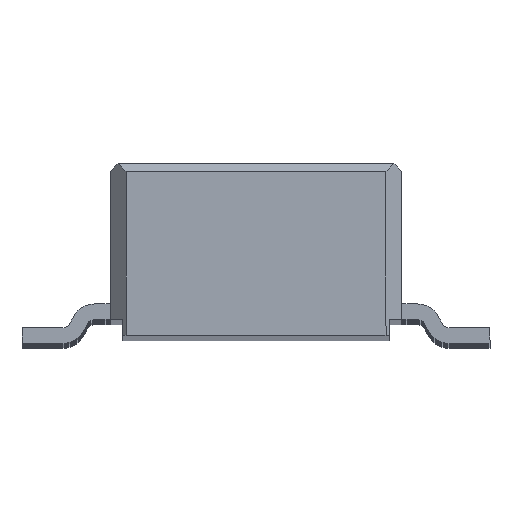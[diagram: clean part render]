
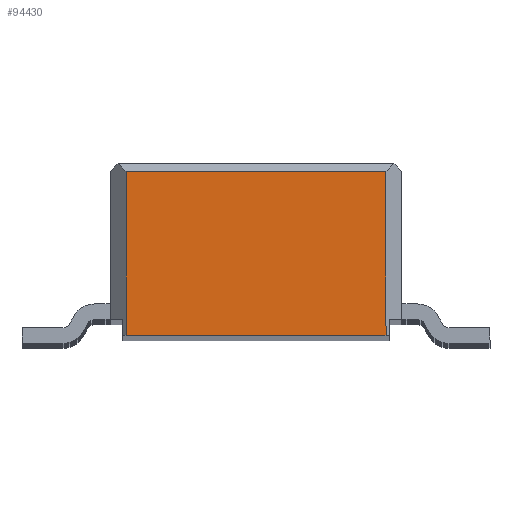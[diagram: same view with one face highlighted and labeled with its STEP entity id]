
A CAD part, top view. The second image highlights one B-rep face of the part: STEP entity #94430.
In plain terms, the highlighted planar face has unit normal (0, 0, 1).
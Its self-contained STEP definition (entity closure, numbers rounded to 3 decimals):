
#94040=CARTESIAN_POINT('',(0.,0.,19.52));
#94050=DIRECTION('',(-0.,0.,1.));
#94060=DIRECTION('',(1.,0.,0.));
#94070=AXIS2_PLACEMENT_3D('',#94040,#94050,#94060);
#94080=PLANE('',#94070);
#94090=CARTESIAN_POINT('',(0.,-0.6,19.52));
#94100=DIRECTION('',(-1.,0.,0.));
#94110=VECTOR('',#94100,1.);
#94120=LINE('',#94090,#94110);
#94130=CARTESIAN_POINT('',(-0.03,-0.6,19.52));
#94140=VERTEX_POINT('',#94130);
#94150=CARTESIAN_POINT('',(-1.68,-0.6,19.52));
#94160=VERTEX_POINT('',#94150);
#94170=EDGE_CURVE('',#94140,#94160,#94120,.T.);
#94180=ORIENTED_EDGE('',*,*,#94170,.F.);
#94190=CARTESIAN_POINT('',(-1.68,0.,19.52));
#94200=DIRECTION('',(0.,1.,0.));
#94210=VECTOR('',#94200,1.);
#94220=LINE('',#94190,#94210);
#94230=CARTESIAN_POINT('',(-1.68,0.44,19.52));
#94240=VERTEX_POINT('',#94230);
#94250=EDGE_CURVE('',#94160,#94240,#94220,.T.);
#94260=ORIENTED_EDGE('',*,*,#94250,.F.);
#94270=CARTESIAN_POINT('',(0.,0.44,19.52));
#94280=DIRECTION('',(1.,0.,0.));
#94290=VECTOR('',#94280,1.);
#94300=LINE('',#94270,#94290);
#94310=CARTESIAN_POINT('',(-0.03,0.44,19.52))
;
#94320=VERTEX_POINT('',#94310);
#94330=EDGE_CURVE('',#94240,#94320,#94300,.T.);
#94340=ORIENTED_EDGE('',*,*,#94330,.F.);
#94350=CARTESIAN_POINT('',(-0.03,0.,19.52));
#94360=DIRECTION('',(0.,1.,0.));
#94370=VECTOR('',#94360,1.);
#94380=LINE('',#94350,#94370);
#94390=EDGE_CURVE('',#94140,#94320,#94380,.T.);
#94400=ORIENTED_EDGE('',*,*,#94390,.T.);
#94410=EDGE_LOOP('',(#94400,#94340,#94260,#94180));
#94420=FACE_OUTER_BOUND('',#94410,.T.);
#94430=ADVANCED_FACE('',(#94420),#94080,.T.);
